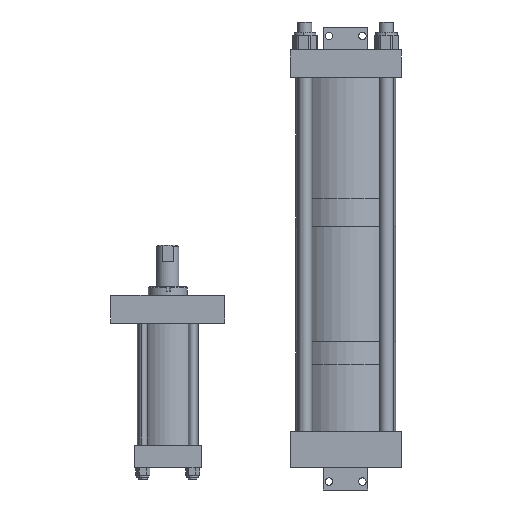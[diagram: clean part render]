
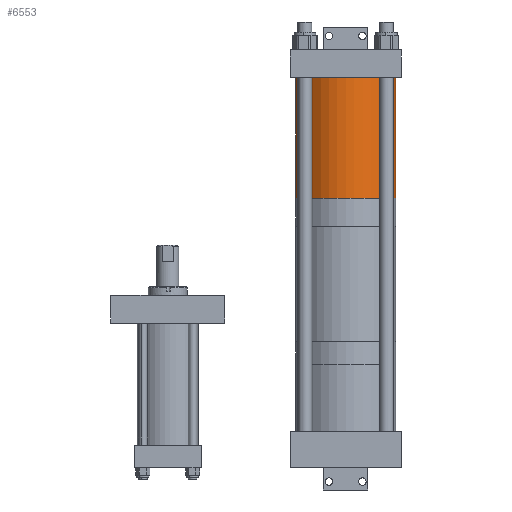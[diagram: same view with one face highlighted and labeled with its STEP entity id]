
A CAD part, front view. The second image highlights one B-rep face of the part: STEP entity #6553.
In plain terms, the highlighted cylindrical face has radius 57.15 mm (diameter 114.3 mm), a partial arc.
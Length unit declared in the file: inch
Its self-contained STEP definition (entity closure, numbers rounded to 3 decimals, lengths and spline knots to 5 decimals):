
#569 = CARTESIAN_POINT ( 'NONE',  ( 0., 0., 5.434 ) ) ;
#613 = FACE_OUTER_BOUND ( 'NONE', #5892, .T. ) ;
#715 = EDGE_CURVE ( 'NONE', #7691, #8086, #10205, .T. ) ;
#1291 = DIRECTION ( 'NONE',  ( 0., 0., -1. ) ) ;
#1541 = VECTOR ( 'NONE', #5315, 39.37008 ) ;
#2129 = CARTESIAN_POINT ( 'NONE',  ( 2.25, 0., 5.434 ) ) ;
#3273 = CYLINDRICAL_SURFACE ( 'NONE', #5670, 2.25 ) ;
#4155 = CARTESIAN_POINT ( 'NONE',  ( 0., 0., 5.434 ) ) ;
#4531 = EDGE_CURVE ( 'NONE', #12528, #9522, #9960, .T. ) ;
#4983 = DIRECTION ( 'NONE',  ( 1., 0., 0. ) ) ;
#4998 = CIRCLE ( 'NONE', #10898, 2.25 ) ;
#5084 = CARTESIAN_POINT ( 'NONE',  ( 2.25, 0., 0. ) ) ;
#5115 = AXIS2_PLACEMENT_3D ( 'NONE', #569, #8396, #4983 ) ;
#5315 = DIRECTION ( 'NONE',  ( 0., 0., -1. ) ) ;
#5670 = AXIS2_PLACEMENT_3D ( 'NONE', #4155, #14236, #12020 ) ;
#5679 = VECTOR ( 'NONE', #1291, 39.37008 ) ;
#5892 = EDGE_LOOP ( 'NONE', ( #11999, #7976, #13387, #6662 ) ) ;
#6553 = ADVANCED_FACE ( 'NONE', ( #613 ), #3273, .T. ) ;
#6662 = ORIENTED_EDGE ( 'NONE', *, *, #13626, .T. ) ;
#7152 = DIRECTION ( 'NONE',  ( 1., 0., 0. ) ) ;
#7691 = VERTEX_POINT ( 'NONE', #12493 ) ;
#7976 = ORIENTED_EDGE ( 'NONE', *, *, #14448, .F. ) ;
#8086 = VERTEX_POINT ( 'NONE', #8714 ) ;
#8396 = DIRECTION ( 'NONE',  ( 0., 0., 1. ) ) ;
#8414 = CARTESIAN_POINT ( 'NONE',  ( 0., 0., 0. ) ) ;
#8714 = CARTESIAN_POINT ( 'NONE',  ( -2.25, 0., 0. ) ) ;
#8849 = CIRCLE ( 'NONE', #5115, 2.25 ) ;
#9522 = VERTEX_POINT ( 'NONE', #5084 ) ;
#9960 = LINE ( 'NONE', #10516, #1541 ) ;
#10205 = LINE ( 'NONE', #12585, #5679 ) ;
#10516 = CARTESIAN_POINT ( 'NONE',  ( 2.25, 0., 5.434 ) ) ;
#10898 = AXIS2_PLACEMENT_3D ( 'NONE', #8414, #12881, #7152 ) ;
#11999 = ORIENTED_EDGE ( 'NONE', *, *, #4531, .F. ) ;
#12020 = DIRECTION ( 'NONE',  ( -1., 0., 0. ) ) ;
#12493 = CARTESIAN_POINT ( 'NONE',  ( -2.25, 0., 5.434 ) ) ;
#12528 = VERTEX_POINT ( 'NONE', #2129 ) ;
#12585 = CARTESIAN_POINT ( 'NONE',  ( -2.25, 0., 5.434 ) ) ;
#12881 = DIRECTION ( 'NONE',  ( 0., 0., 1. ) ) ;
#13387 = ORIENTED_EDGE ( 'NONE', *, *, #715, .T. ) ;
#13626 = EDGE_CURVE ( 'NONE', #8086, #9522, #4998, .T. ) ;
#14236 = DIRECTION ( 'NONE',  ( 0., 0., -1. ) ) ;
#14448 = EDGE_CURVE ( 'NONE', #7691, #12528, #8849, .T. ) ;
